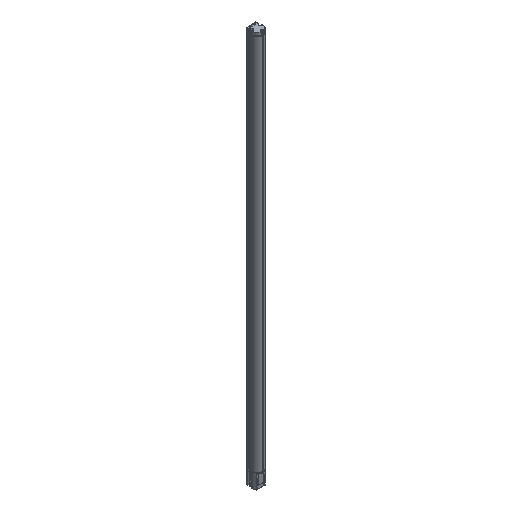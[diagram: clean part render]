
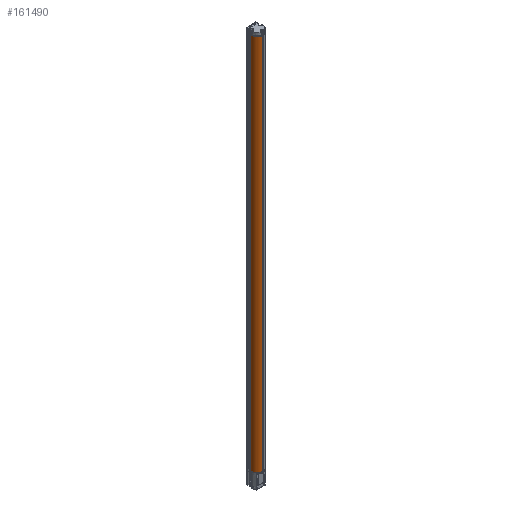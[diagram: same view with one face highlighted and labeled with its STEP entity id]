
A CAD part, isometric view. The second image highlights one B-rep face of the part: STEP entity #161490.
In plain terms, the highlighted cylindrical face has radius 19 mm (diameter 38 mm), a partial arc.
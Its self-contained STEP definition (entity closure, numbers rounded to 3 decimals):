
#46026=CARTESIAN_POINT('',(0.,0.,-1291.));
#46027=DIRECTION('',(0.,0.,1.));
#46028=DIRECTION('',(-0.951,0.308,0.));
#46029=AXIS2_PLACEMENT_3D('',#46026,#46027,#46028);
#46031=DIRECTION('',(0.,0.,-1.));
#46032=VECTOR('',#46031,1291.);
#46033=CARTESIAN_POINT('',(-18.075,5.857,
0.));
#46034=LINE('',#46033,#46032);
#46035=CARTESIAN_POINT('',(0.,0.,0.));
#46036=DIRECTION('',(0.,0.,-1.));
#46037=DIRECTION('',(-0.122,-0.992,0.));
#46038=AXIS2_PLACEMENT_3D('',#46035,#46036,#46037);
#46040=DIRECTION('',(0.,0.,1.));
#46041=VECTOR('',#46040,1291.);
#46042=CARTESIAN_POINT('',(-2.323,-18.857,-1291.));
#46043=LINE('',#46042,#46041);
#132036=CARTESIAN_POINT('',(-2.323,-18.857,
0.));
#132037=CARTESIAN_POINT('',(-18.075,5.857,
0.));
#132038=VERTEX_POINT('',#132036);
#132039=VERTEX_POINT('',#132037);
#132601=CARTESIAN_POINT('',(-18.075,5.857,-1291.));
#132602=CARTESIAN_POINT('',(-2.323,-18.857,-1291.));
#132603=VERTEX_POINT('',#132601);
#132604=VERTEX_POINT('',#132602);
#161478=CARTESIAN_POINT('',(0.,0.,0.));
#161479=DIRECTION('',(0.,0.,1.));
#161480=DIRECTION('',(1.,0.,0.));
#161481=AXIS2_PLACEMENT_3D('',#161478,#161479,#161480);
#161482=CYLINDRICAL_SURFACE('',#161481,19.);
#161483=ORIENTED_EDGE('',*,*,#141374,.F.);
#161485=ORIENTED_EDGE('',*,*,#161484,.F.);
#161486=ORIENTED_EDGE('',*,*,#140833,.F.);
#161487=ORIENTED_EDGE('',*,*,#161470,.F.);
#161488=EDGE_LOOP('',(#161483,#161485,#161486,#161487));
#161489=FACE_OUTER_BOUND('',#161488,.F.);
#161490=ADVANCED_FACE('',(#161489),#161482,.T.);
#46030=CIRCLE('',#46029,19.);
#46039=CIRCLE('',#46038,19.);
#140833=EDGE_CURVE('',#132038,#132039,#46039,.T.);
#141374=EDGE_CURVE('',#132603,#132604,#46030,.T.);
#161470=EDGE_CURVE('',#132604,#132038,#46043,.T.);
#161484=EDGE_CURVE('',#132039,#132603,#46034,.T.);
